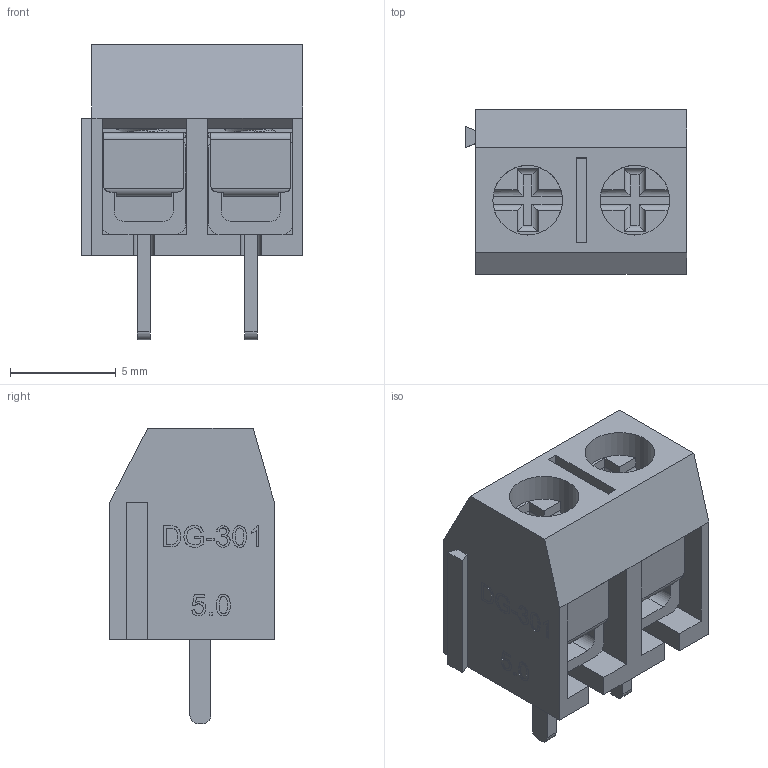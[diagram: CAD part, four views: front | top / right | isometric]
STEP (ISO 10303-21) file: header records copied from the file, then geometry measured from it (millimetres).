
FILE_DESCRIPTION(/* description */ (''),/* implementation_level */ '2;1');
FILE_NAME(/* name */ 'Screw-Terminal-P5.08 v6.step',/* time_stamp */ '2023-02-22T15:49:47+01:00',/* author */ (''),/* organization */ (''),/* preprocessor_version */ 'ST-DEVELOPER v19.2',/* originating_system */ 'Autodesk Translation Framework v11.17.0.187',/* authorisation */ '');
FILE_SCHEMA (('AUTOMOTIVE_DESIGN { 1 0 10303 214 3 1 1 }'));
Length unit declared in the file: millimetre
Products named in the file (1): Screw-Terminal-P5.08
Bounding box: 10.5 x 7.8 x 14 mm (x, y, z)
Volume: 543.6 mm3; surface area: 1393.7 mm2
Topology: 5 solids, 5 shells, 855 faces, 2431 edges, 1606 vertices
Faces by surface type: bspline 473, plane 252, cylinder 130
Full cylindrical faces by diameter (mm): 2.016 x8, 2.075 x2, 2.53 x10, 3.3 x6
Entity records: 35732 total; most frequent: CARTESIAN_POINT 16858, ORIENTED_EDGE 4862, EDGE_CURVE 2431, DIRECTION 2257, VERTEX_POINT 1606, LINE 1199, VECTOR 1199, B_SPLINE_CURVE_WITH_KNOTS 1086
